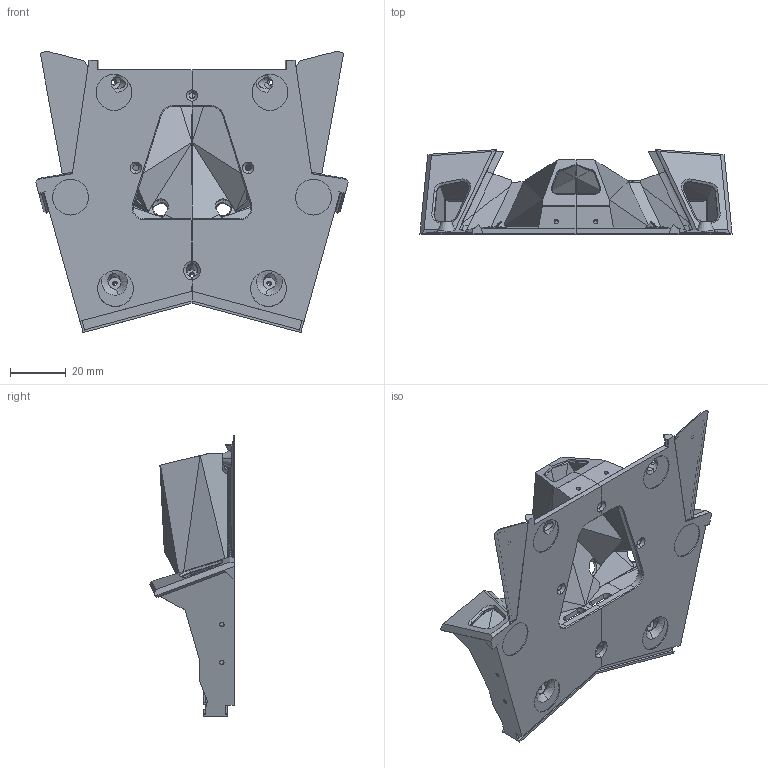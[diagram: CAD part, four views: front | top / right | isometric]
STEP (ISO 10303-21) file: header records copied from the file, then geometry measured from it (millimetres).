
FILE_DESCRIPTION (( 'STEP AP214' ), '1' );
FILE_NAME ('endo.STEP', '2024-12-04T15:59:14', ( '' ), ( '' ), 'SwSTEP 2.0', 'SolidWorks 2023', '' );
FILE_SCHEMA (( 'AUTOMOTIVE_DESIGN' ));
Length unit declared in the file: millimetre
Products named in the file (1): endo
Bounding box: 111.55 x 30.18 x 100.41 mm (x, y, z)
Volume: 35254 mm3; surface area: 38309.1 mm2
Topology: 9 solids, 9 shells, 1102 faces, 2955 edges, 1867 vertices
Faces by surface type: plane 769, cylinder 168, bspline 99, cone 56, torus 10
Entity records: 43928 total; most frequent: CARTESIAN_POINT 17632, ORIENTED_EDGE 5910, DIRECTION 4746, EDGE_CURVE 2955, VECTOR 2002, LINE 2002, VERTEX_POINT 1867, AXIS2_PLACEMENT_3D 1372
